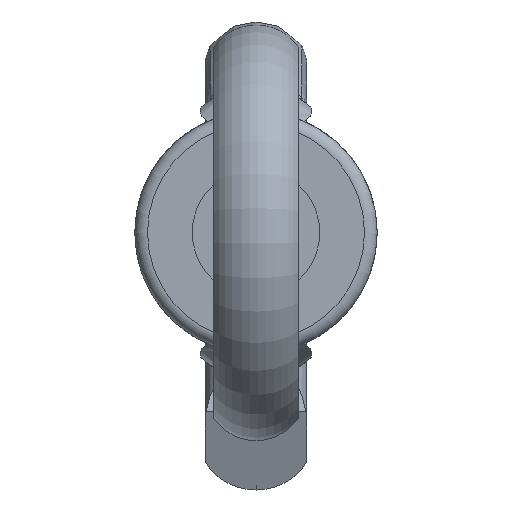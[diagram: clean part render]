
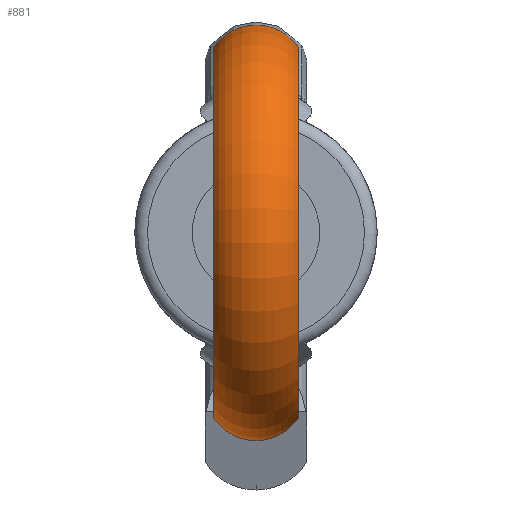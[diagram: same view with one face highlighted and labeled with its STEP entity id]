
A CAD part, left-side view. The second image highlights one B-rep face of the part: STEP entity #881.
In plain terms, the highlighted toroidal (fillet/blend) face has major radius 6.15 mm and minor radius 2 mm.
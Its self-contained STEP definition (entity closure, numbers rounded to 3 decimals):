
#497 = TOROIDAL_SURFACE ( 'NONE', #4087, 6.15, 2. ) ;
#627 = CARTESIAN_POINT ( 'NONE',  ( -1.824, 41.887, 0.836 ) ) ;
#685 = CARTESIAN_POINT ( 'NONE',  ( -1.823, 41.888, -0.838 ) ) ;
#820 = DIRECTION ( 'NONE',  ( 0., 0., 1. ) ) ;
#881 = ADVANCED_FACE ( 'NONE', ( #1637 ), #497, .T. ) ;
#981 = DIRECTION ( 'NONE',  ( 0., 0., 1. ) ) ;
#1005 = CARTESIAN_POINT ( 'NONE',  ( -1.887, 41.837, -0.684 ) ) ;
#1036 = CARTESIAN_POINT ( 'NONE',  ( -1.569, 42.092, -1.25 ) ) ;
#1092 = CARTESIAN_POINT ( 'NONE',  ( -1.977, 41.767, 0.347 ) ) ;
#1183 = AXIS2_PLACEMENT_3D ( 'NONE', #2438, #4045, #2919 ) ;
#1261 = ORIENTED_EDGE ( 'NONE', *, *, #2923, .T. ) ;
#1637 = FACE_OUTER_BOUND ( 'NONE', #1886, .T. ) ;
#1829 = EDGE_CURVE ( 'NONE', #1926, #4368, #2636, .T. ) ;
#1886 = EDGE_LOOP ( 'NONE', ( #4036, #3768, #4980, #1261 ) ) ;
#1926 = VERTEX_POINT ( 'NONE', #2476 ) ;
#1957 = CARTESIAN_POINT ( 'NONE',  ( 7.28, 49.65, -1.65 ) ) ;
#2125 = AXIS2_PLACEMENT_3D ( 'NONE', #4663, #981, #2605 ) ;
#2438 = CARTESIAN_POINT ( 'NONE',  ( 6.15, 49.65, 0. ) ) ;
#2476 = CARTESIAN_POINT ( 'NONE',  ( -1.13, 42.458, -1.65 ) ) ;
#2605 = DIRECTION ( 'NONE',  ( 0., 1., 0. ) ) ;
#2606 = CARTESIAN_POINT ( 'NONE',  ( -1.13, 42.458, 1.65 ) ) ;
#2621 = VERTEX_POINT ( 'NONE', #4260 ) ;
#2636 = CIRCLE ( 'NONE', #3317, 7.28 ) ;
#2692 = DIRECTION ( 'NONE',  ( 0., 0., -1. ) ) ;
#2694 = CARTESIAN_POINT ( 'NONE',  ( -1.365, 42.258, 1.489 ) ) ;
#2726 = CIRCLE ( 'NONE', #2125, 7.28 ) ;
#2823 = B_SPLINE_CURVE_WITH_KNOTS ( 'NONE', 3,
 ( #5173, #4745, #4720, #1036, #3844, #685, #1005, #3538, #3041, #4300, #1092, #3491, #627, #4363, #2694, #2606 ),
 .UNSPECIFIED., .F., .F.,
 ( 4, 2, 2, 2, 2, 2, 2, 4 ),
 ( 0.002, 0.002, 0.003, 0.003, 0.004, 0.004, 0.005, 0.006 ),
 .UNSPECIFIED. ) ;
#2916 = VERTEX_POINT ( 'NONE', #3930 ) ;
#2919 = DIRECTION ( 'NONE',  ( -1., 0., 0. ) ) ;
#2923 = EDGE_CURVE ( 'NONE', #1926, #2621, #2823, .T. ) ;
#3041 = CARTESIAN_POINT ( 'NONE',  ( -2., 41.749, -0.178 ) ) ;
#3150 = CIRCLE ( 'NONE', #1183, 2. ) ;
#3317 = AXIS2_PLACEMENT_3D ( 'NONE', #4842, #2692, #5171 ) ;
#3449 = EDGE_CURVE ( 'NONE', #2916, #4368, #3150, .T. ) ;
#3491 = CARTESIAN_POINT ( 'NONE',  ( -1.889, 41.836, 0.679 ) ) ;
#3538 = CARTESIAN_POINT ( 'NONE',  ( -1.977, 41.767, -0.35 ) ) ;
#3768 = ORIENTED_EDGE ( 'NONE', *, *, #3449, .T. ) ;
#3844 = CARTESIAN_POINT ( 'NONE',  ( -1.663, 42.016, -1.124 ) ) ;
#3930 = CARTESIAN_POINT ( 'NONE',  ( 7.28, 49.65, 1.65 ) ) ;
#3985 = DIRECTION ( 'NONE',  ( 1., 0., 0. ) ) ;
#4036 = ORIENTED_EDGE ( 'NONE', *, *, #4895, .F. ) ;
#4045 = DIRECTION ( 'NONE',  ( 0., 1., 0. ) ) ;
#4087 = AXIS2_PLACEMENT_3D ( 'NONE', #4912, #820, #3985 ) ;
#4260 = CARTESIAN_POINT ( 'NONE',  ( -1.13, 42.458, 1.65 ) ) ;
#4300 = CARTESIAN_POINT ( 'NONE',  ( -2., 41.749, 0.172 ) ) ;
#4363 = CARTESIAN_POINT ( 'NONE',  ( -1.585, 42.078, 1.263 ) ) ;
#4368 = VERTEX_POINT ( 'NONE', #1957 ) ;
#4663 = CARTESIAN_POINT ( 'NONE',  ( 0., 49.65, 1.65 ) ) ;
#4720 = CARTESIAN_POINT ( 'NONE',  ( -1.362, 42.262, -1.473 ) ) ;
#4745 = CARTESIAN_POINT ( 'NONE',  ( -1.247, 42.358, -1.57 ) ) ;
#4842 = CARTESIAN_POINT ( 'NONE',  ( 0., 49.65, -1.65 ) ) ;
#4895 = EDGE_CURVE ( 'NONE', #2916, #2621, #2726, .T. ) ;
#4912 = CARTESIAN_POINT ( 'NONE',  ( 0., 49.65, 0. ) ) ;
#4980 = ORIENTED_EDGE ( 'NONE', *, *, #1829, .F. ) ;
#5171 = DIRECTION ( 'NONE',  ( 0., -1., 0. ) ) ;
#5173 = CARTESIAN_POINT ( 'NONE',  ( -1.13, 42.458, -1.65 ) ) ;
